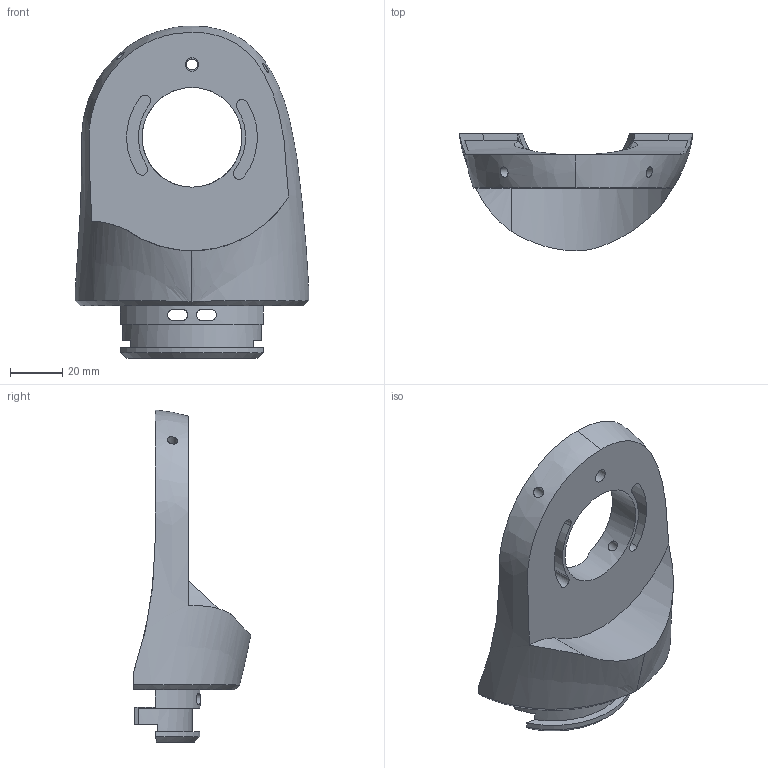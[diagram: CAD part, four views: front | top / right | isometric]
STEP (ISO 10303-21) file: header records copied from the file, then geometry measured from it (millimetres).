
FILE_DESCRIPTION(/* description */ ('STEP AP214'),/* implementation_level */ '2;1');
FILE_NAME(/* name */ '683c51494258294a187f3e4f',/* time_stamp */ '2025-06-01T13:10:34Z',/* author */ (''),/* organization */ (''),/* preprocessor_version */ 'ST-DEVELOPER v20',/* originating_system */ 'ONSHAPE BY PTC INC, 1.198',/* authorisation */ ' ');
FILE_SCHEMA (('AUTOMOTIVE_DESIGN {1 0 10303 214 3 1 1}'));
Length unit declared in the file: metre
Products named in the file (1): Part 26
Bounding box: 89.55 x 45.12 x 127.11 mm (x, y, z)
Volume: 117994.7 mm3; surface area: 29286.6 mm2
Topology: 1 solids, 1 shells, 83 faces, 225 edges, 149 vertices
Faces by surface type: cylinder 36, plane 29, bspline 14, cone 3, torus 1
Full cylindrical faces by diameter (mm): 2.2 x4, 4 x4, 4.2 x1, 5.2 x1, 38.2 x1
Entity records: 4770 total; most frequent: CARTESIAN_POINT 2822, ORIENTED_EDGE 420, DIRECTION 336, EDGE_CURVE 210, VERTEX_POINT 146, AXIS2_PLACEMENT_3D 138, EDGE_LOOP 116, FACE_BOUND 116
